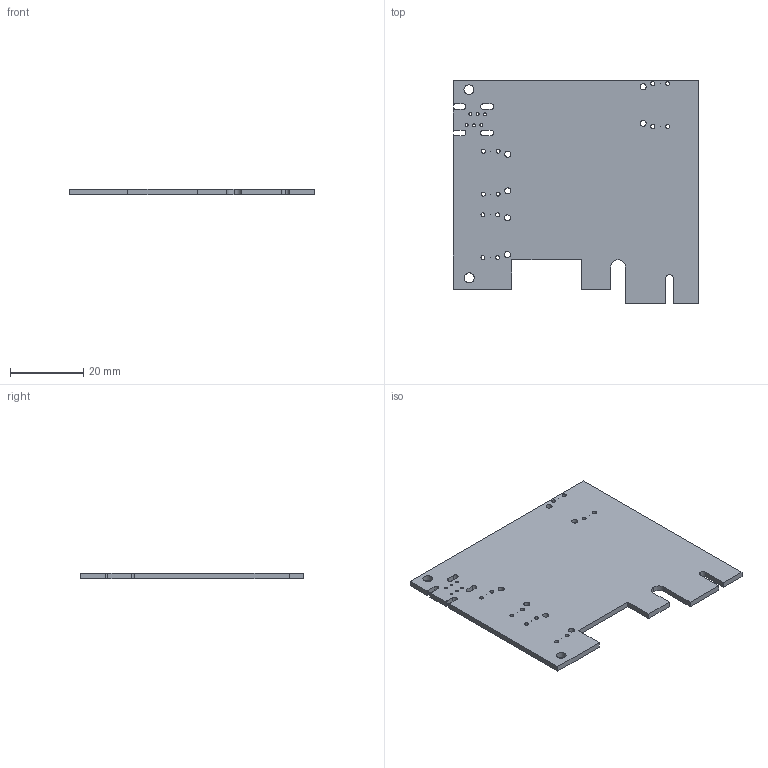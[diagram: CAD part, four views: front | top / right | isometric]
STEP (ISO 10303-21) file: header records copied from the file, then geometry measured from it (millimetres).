
FILE_DESCRIPTION(('KiCad electronic assembly'),'2;1');
FILE_NAME('firewire-card.step','2025-09-13T00:55:58',('Pcbnew'),('Kicad' ),'Open CASCADE STEP processor 7.8','KiCad to STEP converter', 'Unknown');
FILE_SCHEMA(('AUTOMOTIVE_DESIGN { 1 0 10303 214 1 1 1 1 }'));
Length unit declared in the file: millimetre
Products named in the file (2): firewire-card 1; firewire-card_PCB
Assembly tree (1 placements, depth 2):
  firewire-card 1
    firewire-card_PCB
Bounding box: 67 x 61 x 1.51 mm (x, y, z)
Volume: 5502 mm3; surface area: 7949.8 mm2
Topology: 1 solids, 1 shells, 90 faces, 264 edges, 176 vertices
Faces by surface type: cylinder 52, plane 38
Full cylindrical faces by diameter (mm): 0.025 x6, 1.092 x12, 1.651 x6, 2.7 x2
Entity records: 3205 total; most frequent: DIRECTION 552, CARTESIAN_POINT 532, ORIENTED_EDGE 528, EDGE_CURVE 264, AXIS2_PLACEMENT_3D 196, VERTEX_POINT 176, LINE 160, VECTOR 160
